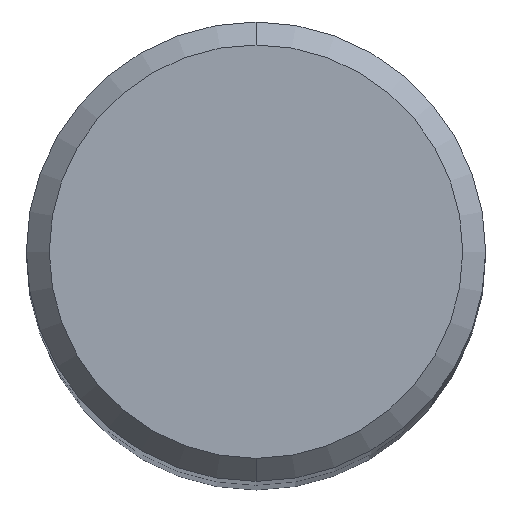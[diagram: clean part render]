
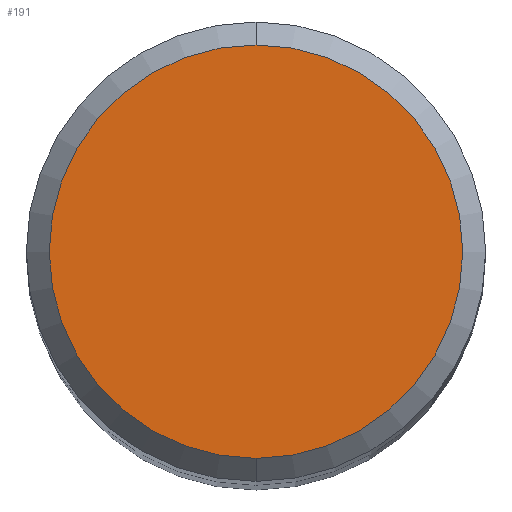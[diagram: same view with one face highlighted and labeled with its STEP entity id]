
A CAD part, top view. The second image highlights one B-rep face of the part: STEP entity #191.
In plain terms, the highlighted planar face has unit normal (0, 0, 1).
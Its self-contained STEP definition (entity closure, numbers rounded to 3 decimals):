
#113=EDGE_CURVE('',#199,#227,#266,.T.);
#163=EDGE_CURVE('',#227,#199,#324,.T.);
#191=ADVANCED_FACE('',(#354),#355,.T.);
#199=VERTEX_POINT('',#365);
#227=VERTEX_POINT('',#395);
#266=CIRCLE('',#429,3.6);
#324=CIRCLE('',#504,3.6);
#354=FACE_OUTER_BOUND('',#542,.T.);
#355=PLANE('',#543);
#365=CARTESIAN_POINT('',(0.,-3.6,0.0));
#395=CARTESIAN_POINT('',(0.0,3.6,0.0));
#429=AXIS2_PLACEMENT_3D('',#621,#622,#623);
#504=AXIS2_PLACEMENT_3D('',#702,#703,#704);
#542=EDGE_LOOP('',(#740,#741));
#543=AXIS2_PLACEMENT_3D('',#742,#743,#744);
#621=CARTESIAN_POINT('',(0.0,0.0,0.0));
#622=DIRECTION('',(0.0,0.0,-1.0));
#623=DIRECTION('',(0.0,1.0,0.0));
#702=CARTESIAN_POINT('',(0.0,0.0,0.0));
#703=DIRECTION('',(0.0,0.0,-1.0));
#704=DIRECTION('',(0.0,1.0,0.0));
#740=ORIENTED_EDGE('',*,*,#163,.F.);
#741=ORIENTED_EDGE('',*,*,#113,.F.);
#742=CARTESIAN_POINT('',(0.0,1.8,0.0));
#743=DIRECTION('',(-0.0,0.0,1.0));
#744=DIRECTION('',(0.0,-1.0,0.0));
